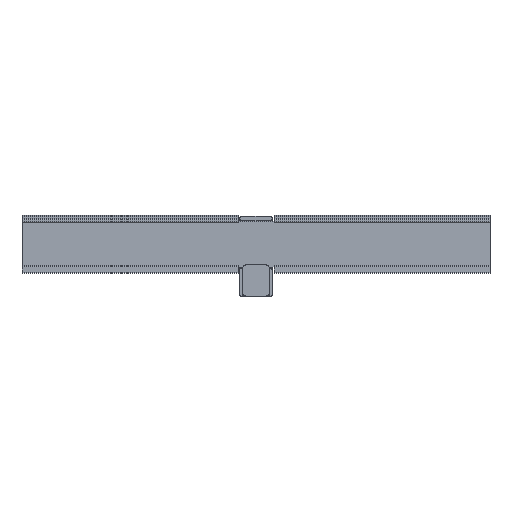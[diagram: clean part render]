
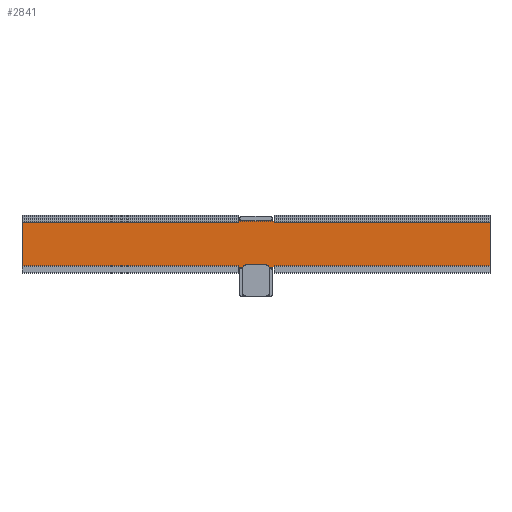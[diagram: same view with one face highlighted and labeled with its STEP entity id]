
A CAD part, top view. The second image highlights one B-rep face of the part: STEP entity #2841.
In plain terms, the highlighted planar face has unit normal (0, 0, 1).
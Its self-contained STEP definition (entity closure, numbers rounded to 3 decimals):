
#53=DIRECTION('',(0.,-1.,0.));
#54=VECTOR('',#53,12.);
#55=CARTESIAN_POINT('',(0.,-2.,0.));
#56=LINE('',#55,#54);
#267=DIRECTION('',(1.,0.,0.));
#268=VECTOR('',#267,60.);
#269=CARTESIAN_POINT('',(0.,-2.,0.));
#270=LINE('',#269,#268);
#288=DIRECTION('',(1.,0.,0.));
#289=VECTOR('',#288,60.);
#290=CARTESIAN_POINT('',(70.,-2.,0.));
#291=LINE('',#290,#289);
#309=DIRECTION('',(1.,0.,0.));
#310=VECTOR('',#309,10.);
#311=CARTESIAN_POINT('',(60.,-1.65,0.));
#312=LINE('',#311,#310);
#316=DIRECTION('',(0.,-1.,0.));
#317=VECTOR('',#316,0.35);
#318=CARTESIAN_POINT('',(60.,-1.65,0.));
#319=LINE('',#318,#317);
#323=DIRECTION('',(0.,-1.,0.));
#324=VECTOR('',#323,0.35);
#325=CARTESIAN_POINT('',(60.,-14.,0.));
#326=LINE('',#325,#324);
#1129=DIRECTION('',(1.,0.,0.));
#1130=VECTOR('',#1129,60.);
#1131=CARTESIAN_POINT('',(0.,-14.,0.));
#1132=LINE('',#1131,#1130);
#1143=DIRECTION('',(1.,0.,0.));
#1144=VECTOR('',#1143,60.);
#1145=CARTESIAN_POINT('',(70.,-14.,0.));
#1146=LINE('',#1145,#1144);
#1164=DIRECTION('',(0.,-1.,0.));
#1165=VECTOR('',#1164,12.);
#1166=CARTESIAN_POINT('',(130.,-2.,0.));
#1167=LINE('',#1166,#1165);
#1378=DIRECTION('',(0.,-1.,0.));
#1379=VECTOR('',#1378,0.35);
#1380=CARTESIAN_POINT('',(70.,-1.65,0.));
#1381=LINE('',#1380,#1379);
#1406=DIRECTION('',(0.,-1.,0.));
#1407=VECTOR('',#1406,0.35);
#1408=CARTESIAN_POINT('',(70.,-14.,0.));
#1409=LINE('',#1408,#1407);
#1441=DIRECTION('',(1.,0.,0.));
#1442=VECTOR('',#1441,1.363);
#1443=CARTESIAN_POINT('',(60.,-14.35,0.));
#1444=LINE('',#1443,#1442);
#1448=DIRECTION('',(1.,0.,0.));
#1449=VECTOR('',#1448,1.363);
#1450=CARTESIAN_POINT('',(68.637,-14.35,0.));
#1451=LINE('',#1450,#1449);
#1455=CARTESIAN_POINT('',(62.3,-14.7,0.));
#1456=DIRECTION('',(0.,0.,1.));
#1457=DIRECTION('',(0.,1.,0.));
#1458=AXIS2_PLACEMENT_3D('',#1455,#1456,#1457);
#1477=DIRECTION('',(1.,0.,0.));
#1478=VECTOR('',#1477,5.4);
#1479=CARTESIAN_POINT('',(62.3,-13.7,0.));
#1480=LINE('',#1479,#1478);
#1498=CARTESIAN_POINT('',(67.7,-14.7,0.));
#1499=DIRECTION('',(0.,0.,1.));
#1500=DIRECTION('',(0.937,0.35,0.));
#1501=AXIS2_PLACEMENT_3D('',#1498,#1499,#1500);
#2618=CARTESIAN_POINT('',(0.,-2.,0.));
#2619=CARTESIAN_POINT('',(60.,-2.,0.));
#2620=VERTEX_POINT('',#2618);
#2621=VERTEX_POINT('',#2619);
#2622=CARTESIAN_POINT('',(70.,-2.,0.));
#2623=CARTESIAN_POINT('',(130.,-2.,0.));
#2624=VERTEX_POINT('',#2622);
#2625=VERTEX_POINT('',#2623);
#2626=CARTESIAN_POINT('',(0.,-14.,0.));
#2627=CARTESIAN_POINT('',(60.,-14.,0.));
#2628=VERTEX_POINT('',#2626);
#2629=VERTEX_POINT('',#2627);
#2630=CARTESIAN_POINT('',(70.,-14.,0.));
#2631=CARTESIAN_POINT('',(130.,-14.,0.));
#2632=VERTEX_POINT('',#2630);
#2633=VERTEX_POINT('',#2631);
#2634=CARTESIAN_POINT('',(60.,-1.65,0.));
#2635=VERTEX_POINT('',#2634);
#2636=CARTESIAN_POINT('',(60.,-14.35,0.));
#2637=VERTEX_POINT('',#2636);
#2642=CARTESIAN_POINT('',(70.,-1.65,0.));
#2643=VERTEX_POINT('',#2642);
#2644=CARTESIAN_POINT('',(70.,-14.35,0.));
#2645=VERTEX_POINT('',#2644);
#2662=CARTESIAN_POINT('',(62.3,-13.7,0.));
#2663=CARTESIAN_POINT('',(67.7,-13.7,0.));
#2664=VERTEX_POINT('',#2662);
#2665=VERTEX_POINT('',#2663);
#2666=CARTESIAN_POINT('',(68.637,-14.35,0.));
#2667=VERTEX_POINT('',#2666);
#2668=CARTESIAN_POINT('',(61.363,-14.35,0.));
#2669=VERTEX_POINT('',#2668);
#2805=CARTESIAN_POINT('',(0.,-1.65,0.));
#2806=DIRECTION('',(0.,0.,1.));
#2807=DIRECTION('',(0.,-1.,0.));
#2808=AXIS2_PLACEMENT_3D('',#2805,#2806,#2807);
#2809=PLANE('',#2808);
#2810=ORIENTED_EDGE('',*,*,#2779,.T.);
#2812=ORIENTED_EDGE('',*,*,#2811,.F.);
#2814=ORIENTED_EDGE('',*,*,#2813,.T.);
#2816=ORIENTED_EDGE('',*,*,#2815,.T.);
#2817=ORIENTED_EDGE('',*,*,#2794,.T.);
#2819=ORIENTED_EDGE('',*,*,#2818,.T.);
#2821=ORIENTED_EDGE('',*,*,#2820,.F.);
#2823=ORIENTED_EDGE('',*,*,#2822,.T.);
#2825=ORIENTED_EDGE('',*,*,#2824,.F.);
#2827=ORIENTED_EDGE('',*,*,#2826,.T.);
#2829=ORIENTED_EDGE('',*,*,#2828,.F.);
#2831=ORIENTED_EDGE('',*,*,#2830,.T.);
#2833=ORIENTED_EDGE('',*,*,#2832,.F.);
#2835=ORIENTED_EDGE('',*,*,#2834,.F.);
#2837=ORIENTED_EDGE('',*,*,#2836,.F.);
#2838=ORIENTED_EDGE('',*,*,#2713,.F.);
#2839=EDGE_LOOP('',(#2810,#2812,#2814,#2816,#2817,#2819,#2821,#2823,#2825,#2827,
#2829,#2831,#2833,#2835,#2837,#2838));
#2840=FACE_OUTER_BOUND('',#2839,.F.);
#1459=CIRCLE('',#1458,1.);
#1502=CIRCLE('',#1501,1.);
#2713=EDGE_CURVE('',#2620,#2628,#56,.T.);
#2779=EDGE_CURVE('',#2620,#2621,#270,.T.);
#2794=EDGE_CURVE('',#2624,#2625,#291,.T.);
#2811=EDGE_CURVE('',#2635,#2621,#319,.T.);
#2813=EDGE_CURVE('',#2635,#2643,#312,.T.);
#2815=EDGE_CURVE('',#2643,#2624,#1381,.T.);
#2818=EDGE_CURVE('',#2625,#2633,#1167,.T.);
#2820=EDGE_CURVE('',#2632,#2633,#1146,.T.);
#2822=EDGE_CURVE('',#2632,#2645,#1409,.T.);
#2824=EDGE_CURVE('',#2667,#2645,#1451,.T.);
#2826=EDGE_CURVE('',#2667,#2665,#1502,.T.);
#2828=EDGE_CURVE('',#2664,#2665,#1480,.T.);
#2830=EDGE_CURVE('',#2664,#2669,#1459,.T.);
#2832=EDGE_CURVE('',#2637,#2669,#1444,.T.);
#2834=EDGE_CURVE('',#2629,#2637,#326,.T.);
#2836=EDGE_CURVE('',#2628,#2629,#1132,.T.);
#2841=ADVANCED_FACE('',(#2840),#2809,.T.);
